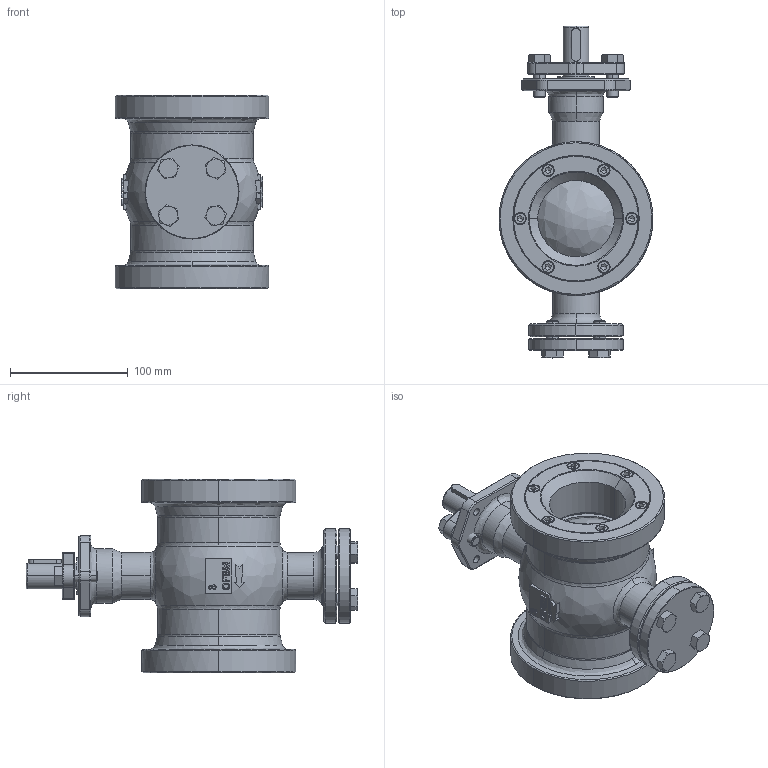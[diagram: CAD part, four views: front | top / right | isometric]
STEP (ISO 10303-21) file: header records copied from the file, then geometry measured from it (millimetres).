
FILE_DESCRIPTION (( 'STEP AP214' ), '1' );
FILE_NAME ('VX-W1-0300-XXX.step', '2019-10-18T12:36:07', ( '' ), ( '' ), 'SwSTEP 2.0', 'SolidWorks 2019', '' );
FILE_SCHEMA (( 'AUTOMOTIVE_DESIGN' ));
Length unit declared in the file: inch
Products named in the file (2): VX-W1-0300-XXX
Bounding box: 131 x 282.4 x 165 mm (x, y, z)
Surface area: 197722.8 mm2 (no closed solid volume)
Topology: 0 solids, 29 shells, 524 faces, 1477 edges, 960 vertices
Faces by surface type: plane 199, bspline 128, cylinder 98, cone 93, torus 6
Entity records: 40878 total; most frequent: CARTESIAN_POINT 24160, ORIENTED_EDGE 2630, EDGE_CURVE 1465, B_SPLINE_CURVE_WITH_KNOTS 1249, VERTEX_POINT 960, DIRECTION 870, EDGE_LOOP 589, LENGTH_MEASURE_WITH_UNIT 526
